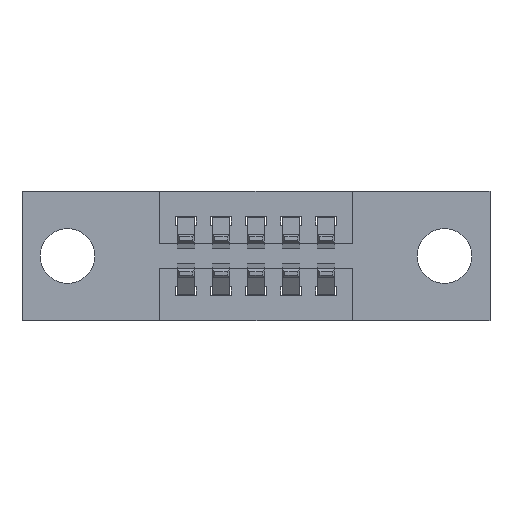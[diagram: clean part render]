
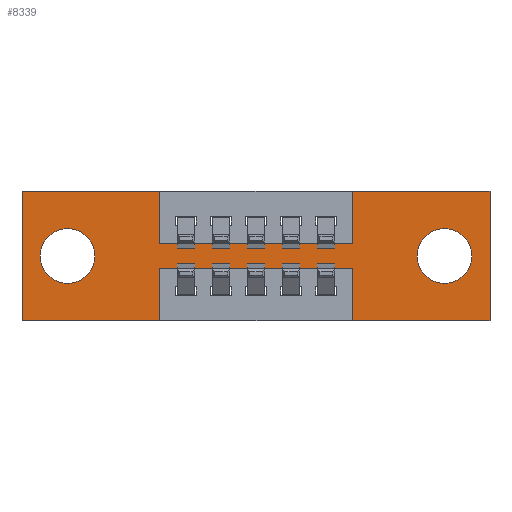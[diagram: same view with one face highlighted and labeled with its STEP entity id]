
A CAD part, front view. The second image highlights one B-rep face of the part: STEP entity #8339.
In plain terms, the highlighted planar face has unit normal (0, -1, 0).
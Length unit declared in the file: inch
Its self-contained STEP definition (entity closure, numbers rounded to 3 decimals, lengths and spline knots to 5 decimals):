
#51 = CARTESIAN_POINT ( 'NONE',  ( 0., 0., -0.37 ) ) ;
#193 = DIRECTION ( 'NONE',  ( 1., 0., 0. ) ) ;
#209 = DIRECTION ( 'NONE',  ( -1., 0., 0. ) ) ;
#211 = CARTESIAN_POINT ( 'NONE',  ( 0., 0., 0. ) ) ;
#218 = EDGE_LOOP ( 'NONE', ( #8399, #1543, #3587, #3787, #5831, #2299, #4232, #6232, #3011, #1437, #8687, #8893 ) ) ;
#231 = CARTESIAN_POINT ( 'NONE',  ( 0., 0., 0. ) ) ;
#349 = CARTESIAN_POINT ( 'NONE',  ( 0.3925, 0., -0.15 ) ) ;
#450 = EDGE_CURVE ( 'NONE', #3425, #5575, #1368, .T. ) ;
#452 = CARTESIAN_POINT ( 'NONE',  ( 0.3925, 0., -0.22 ) ) ;
#620 = DIRECTION ( 'NONE',  ( 0., 0., -1. ) ) ;
#687 = CARTESIAN_POINT ( 'NONE',  ( 0., 0., -0.37 ) ) ;
#715 = DIRECTION ( 'NONE',  ( 0., 0., -1. ) ) ;
#751 = DIRECTION ( 'NONE',  ( 0., 1., 0. ) ) ;
#756 = CARTESIAN_POINT ( 'NONE',  ( 0., 0., 0. ) ) ;
#803 = VECTOR ( 'NONE', #4184, 39.37008 ) ;
#831 = PLANE ( 'NONE',  #5787 ) ;
#833 = CARTESIAN_POINT ( 'NONE',  ( 1.205, 0., -0.185 ) ) ;
#897 = VERTEX_POINT ( 'NONE', #231 ) ;
#956 = CARTESIAN_POINT ( 'NONE',  ( 0.3925, 0., -0.22 ) ) ;
#1059 = FACE_OUTER_BOUND ( 'NONE', #218, .T. ) ;
#1064 = ORIENTED_EDGE ( 'NONE', *, *, #1560, .T. ) ;
#1071 = EDGE_CURVE ( 'NONE', #2952, #1327, #5404, .T. ) ;
#1142 = VECTOR ( 'NONE', #7862, 39.37008 ) ;
#1290 = VERTEX_POINT ( 'NONE', #5732 ) ;
#1327 = VERTEX_POINT ( 'NONE', #452 ) ;
#1368 = LINE ( 'NONE', #211, #6776 ) ;
#1415 = LINE ( 'NONE', #1831, #1649 ) ;
#1437 = ORIENTED_EDGE ( 'NONE', *, *, #7704, .F. ) ;
#1543 = ORIENTED_EDGE ( 'NONE', *, *, #1071, .F. ) ;
#1560 = EDGE_CURVE ( 'NONE', #1290, #5073, #5003, .T. ) ;
#1575 = EDGE_CURVE ( 'NONE', #1327, #3863, #8465, .T. ) ;
#1576 = DIRECTION ( 'NONE',  ( 0., 0., -1. ) ) ;
#1649 = VECTOR ( 'NONE', #6724, 39.37008 ) ;
#1661 = VECTOR ( 'NONE', #7577, 39.37008 ) ;
#1686 = EDGE_LOOP ( 'NONE', ( #2656, #6324 ) ) ;
#1701 = CARTESIAN_POINT ( 'NONE',  ( 0.3925, 0., -0.37 ) ) ;
#1706 = VECTOR ( 'NONE', #7920, 39.37008 ) ;
#1774 = CIRCLE ( 'NONE', #6884, 0.078 ) ;
#1831 = CARTESIAN_POINT ( 'NONE',  ( 0., 0., 0. ) ) ;
#1914 = EDGE_CURVE ( 'NONE', #5575, #2417, #2863, .T. ) ;
#2123 = EDGE_CURVE ( 'NONE', #5073, #1290, #5431, .T. ) ;
#2138 = DIRECTION ( 'NONE',  ( 0., 0., 1. ) ) ;
#2144 = CARTESIAN_POINT ( 'NONE',  ( 0.9425, 0., -0.37 ) ) ;
#2291 = DIRECTION ( 'NONE',  ( 0., 1., 0. ) ) ;
#2299 = ORIENTED_EDGE ( 'NONE', *, *, #450, .F. ) ;
#2386 = CARTESIAN_POINT ( 'NONE',  ( 0.9425, 0., -0.37 ) ) ;
#2417 = VERTEX_POINT ( 'NONE', #8323 ) ;
#2615 = CARTESIAN_POINT ( 'NONE',  ( 0.3925, 0., 0. ) ) ;
#2646 = EDGE_CURVE ( 'NONE', #8914, #6022, #4586, .T. ) ;
#2656 = ORIENTED_EDGE ( 'NONE', *, *, #2646, .T. ) ;
#2863 = LINE ( 'NONE', #6245, #803 ) ;
#2879 = AXIS2_PLACEMENT_3D ( 'NONE', #833, #751, #715 ) ;
#2952 = VERTEX_POINT ( 'NONE', #7705 ) ;
#2960 = VERTEX_POINT ( 'NONE', #2968 ) ;
#2968 = CARTESIAN_POINT ( 'NONE',  ( 0., 0., -0.37 ) ) ;
#3011 = ORIENTED_EDGE ( 'NONE', *, *, #6936, .F. ) ;
#3336 = LINE ( 'NONE', #2144, #4907 ) ;
#3351 = LINE ( 'NONE', #51, #6712 ) ;
#3354 = DIRECTION ( 'NONE',  ( 1., 0., 0. ) ) ;
#3425 = VERTEX_POINT ( 'NONE', #8475 ) ;
#3491 = VERTEX_POINT ( 'NONE', #2615 ) ;
#3563 = DIRECTION ( 'NONE',  ( 0., 0., -1. ) ) ;
#3566 = AXIS2_PLACEMENT_3D ( 'NONE', #8589, #4914, #7248 ) ;
#3587 = ORIENTED_EDGE ( 'NONE', *, *, #8605, .F. ) ;
#3615 = CARTESIAN_POINT ( 'NONE',  ( 0.9425, 0., 0. ) ) ;
#3685 = LINE ( 'NONE', #6700, #8884 ) ;
#3787 = ORIENTED_EDGE ( 'NONE', *, *, #7183, .F. ) ;
#3808 = CARTESIAN_POINT ( 'NONE',  ( 1.335, 0., 0. ) ) ;
#3863 = VERTEX_POINT ( 'NONE', #1701 ) ;
#3893 = VECTOR ( 'NONE', #3563, 39.37008 ) ;
#3938 = LINE ( 'NONE', #756, #8736 ) ;
#4047 = CARTESIAN_POINT ( 'NONE',  ( 0.3925, 0., -0.37 ) ) ;
#4184 = DIRECTION ( 'NONE',  ( 0., 0., -1. ) ) ;
#4232 = ORIENTED_EDGE ( 'NONE', *, *, #8199, .F. ) ;
#4381 = EDGE_CURVE ( 'NONE', #2960, #897, #3938, .T. ) ;
#4586 = CIRCLE ( 'NONE', #2879, 0.078 ) ;
#4747 = DIRECTION ( 'NONE',  ( 0., 0., 1. ) ) ;
#4818 = EDGE_LOOP ( 'NONE', ( #8011, #1064 ) ) ;
#4824 = VERTEX_POINT ( 'NONE', #6247 ) ;
#4853 = CARTESIAN_POINT ( 'NONE',  ( 0.3925, 0., 0. ) ) ;
#4907 = VECTOR ( 'NONE', #6335, 39.37008 ) ;
#4914 = DIRECTION ( 'NONE',  ( 0., 1., 0. ) ) ;
#4961 = EDGE_CURVE ( 'NONE', #3863, #2960, #7054, .T. ) ;
#4984 = DIRECTION ( 'NONE',  ( 0., 1., 0. ) ) ;
#5003 = CIRCLE ( 'NONE', #3566, 0.078 ) ;
#5073 = VERTEX_POINT ( 'NONE', #6006 ) ;
#5185 = DIRECTION ( 'NONE',  ( -1., 0., 0. ) ) ;
#5404 = LINE ( 'NONE', #956, #8635 ) ;
#5431 = CIRCLE ( 'NONE', #7554, 0.078 ) ;
#5575 = VERTEX_POINT ( 'NONE', #3808 ) ;
#5706 = LINE ( 'NONE', #4853, #3893 ) ;
#5732 = CARTESIAN_POINT ( 'NONE',  ( 0.13, 0., -0.263 ) ) ;
#5787 = AXIS2_PLACEMENT_3D ( 'NONE', #8406, #5888, #1576 ) ;
#5831 = ORIENTED_EDGE ( 'NONE', *, *, #1914, .F. ) ;
#5888 = DIRECTION ( 'NONE',  ( 0., -1., 0. ) ) ;
#6006 = CARTESIAN_POINT ( 'NONE',  ( 0.13, 0., -0.107 ) ) ;
#6022 = VERTEX_POINT ( 'NONE', #6120 ) ;
#6120 = CARTESIAN_POINT ( 'NONE',  ( 1.205, 0., -0.263 ) ) ;
#6232 = ORIENTED_EDGE ( 'NONE', *, *, #7336, .F. ) ;
#6245 = CARTESIAN_POINT ( 'NONE',  ( 1.335, 0., 0. ) ) ;
#6247 = CARTESIAN_POINT ( 'NONE',  ( 0.9425, 0., -0.15 ) ) ;
#6299 = CARTESIAN_POINT ( 'NONE',  ( 0.13, 0., -0.185 ) ) ;
#6324 = ORIENTED_EDGE ( 'NONE', *, *, #7526, .T. ) ;
#6335 = DIRECTION ( 'NONE',  ( 0., 0., 1. ) ) ;
#6421 = VERTEX_POINT ( 'NONE', #2386 ) ;
#6506 = FACE_BOUND ( 'NONE', #1686, .T. ) ;
#6700 = CARTESIAN_POINT ( 'NONE',  ( 0.3925, 0., -0.15 ) ) ;
#6707 = FACE_BOUND ( 'NONE', #4818, .T. ) ;
#6712 = VECTOR ( 'NONE', #5185, 39.37008 ) ;
#6724 = DIRECTION ( 'NONE',  ( 1., 0., 0. ) ) ;
#6776 = VECTOR ( 'NONE', #193, 39.37008 ) ;
#6884 = AXIS2_PLACEMENT_3D ( 'NONE', #8879, #4984, #620 ) ;
#6936 = EDGE_CURVE ( 'NONE', #3491, #8803, #5706, .T. ) ;
#7054 = LINE ( 'NONE', #687, #1706 ) ;
#7183 = EDGE_CURVE ( 'NONE', #2417, #6421, #3351, .T. ) ;
#7248 = DIRECTION ( 'NONE',  ( 0., 0., 1. ) ) ;
#7336 = EDGE_CURVE ( 'NONE', #8803, #4824, #3685, .T. ) ;
#7526 = EDGE_CURVE ( 'NONE', #6022, #8914, #1774, .T. ) ;
#7554 = AXIS2_PLACEMENT_3D ( 'NONE', #6299, #2291, #2138 ) ;
#7577 = DIRECTION ( 'NONE',  ( 0., 0., 1. ) ) ;
#7704 = EDGE_CURVE ( 'NONE', #897, #3491, #1415, .T. ) ;
#7705 = CARTESIAN_POINT ( 'NONE',  ( 0.9425, 0., -0.22 ) ) ;
#7862 = DIRECTION ( 'NONE',  ( 0., 0., -1. ) ) ;
#7920 = DIRECTION ( 'NONE',  ( -1., 0., 0. ) ) ;
#8011 = ORIENTED_EDGE ( 'NONE', *, *, #2123, .T. ) ;
#8199 = EDGE_CURVE ( 'NONE', #4824, #3425, #8685, .T. ) ;
#8323 = CARTESIAN_POINT ( 'NONE',  ( 1.335, 0., -0.37 ) ) ;
#8339 = ADVANCED_FACE ( 'NONE', ( #6506, #6707, #1059 ), #831, .T. ) ;
#8399 = ORIENTED_EDGE ( 'NONE', *, *, #1575, .F. ) ;
#8406 = CARTESIAN_POINT ( 'NONE',  ( 0., 0., -0.37 ) ) ;
#8465 = LINE ( 'NONE', #4047, #1142 ) ;
#8475 = CARTESIAN_POINT ( 'NONE',  ( 0.9425, 0., 0. ) ) ;
#8589 = CARTESIAN_POINT ( 'NONE',  ( 0.13, 0., -0.185 ) ) ;
#8605 = EDGE_CURVE ( 'NONE', #6421, #2952, #3336, .T. ) ;
#8635 = VECTOR ( 'NONE', #209, 39.37008 ) ;
#8685 = LINE ( 'NONE', #3615, #1661 ) ;
#8687 = ORIENTED_EDGE ( 'NONE', *, *, #4381, .F. ) ;
#8736 = VECTOR ( 'NONE', #4747, 39.37008 ) ;
#8803 = VERTEX_POINT ( 'NONE', #349 ) ;
#8827 = CARTESIAN_POINT ( 'NONE',  ( 1.205, 0., -0.107 ) ) ;
#8879 = CARTESIAN_POINT ( 'NONE',  ( 1.205, 0., -0.185 ) ) ;
#8884 = VECTOR ( 'NONE', #3354, 39.37008 ) ;
#8893 = ORIENTED_EDGE ( 'NONE', *, *, #4961, .F. ) ;
#8914 = VERTEX_POINT ( 'NONE', #8827 ) ;
